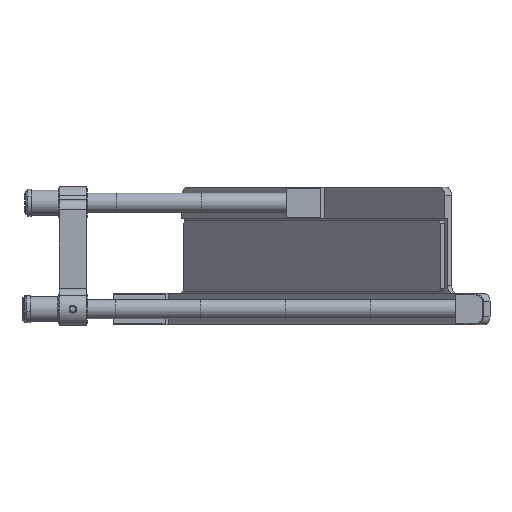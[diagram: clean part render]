
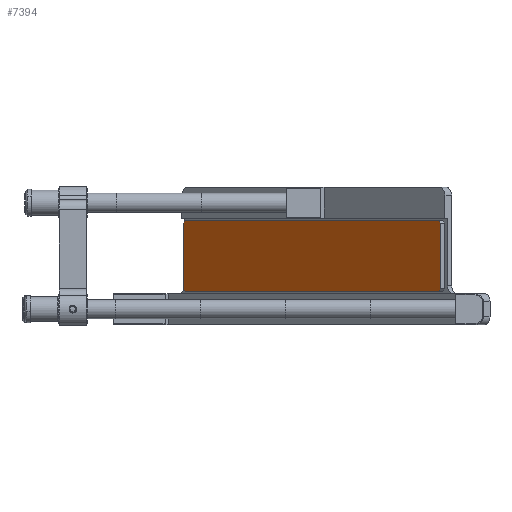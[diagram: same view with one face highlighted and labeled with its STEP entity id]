
A CAD part, left-side view. The second image highlights one B-rep face of the part: STEP entity #7394.
In plain terms, the highlighted planar face has unit normal (-0.707, 0.707, 0).
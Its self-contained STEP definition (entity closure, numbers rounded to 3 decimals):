
#76 = CARTESIAN_POINT ( 'NONE',  ( -67.995, -190.253, -16.25 ) ) ;
#124 = CARTESIAN_POINT ( 'NONE',  ( -66.935, -189.192, 19.25 ) ) ;
#134 = DIRECTION ( 'NONE',  ( -0.707, 0.707, 0. ) ) ;
#210 = VECTOR ( 'NONE', #5517, 1000. ) ;
#236 = VECTOR ( 'NONE', #1248, 1000. ) ;
#309 = CARTESIAN_POINT ( 'NONE',  ( -67.995, -190.253, 17.75 ) ) ;
#321 = EDGE_CURVE ( 'NONE', #1288, #1926, #6336, .T. ) ;
#425 = CARTESIAN_POINT ( 'NONE',  ( 64.106, -58.151, -17.75 ) ) ;
#450 = EDGE_CURVE ( 'NONE', #545, #1288, #5258, .T. ) ;
#545 = VERTEX_POINT ( 'NONE', #6022 ) ;
#743 = CARTESIAN_POINT ( 'NONE',  ( -66.935, -189.192, -17.75 ) ) ;
#846 = EDGE_CURVE ( 'NONE', #6195, #6422, #1961, .T. ) ;
#899 = EDGE_CURVE ( 'NONE', #6422, #2287, #6979, .T. ) ;
#1244 = CARTESIAN_POINT ( 'NONE',  ( -66.935, -189.192, 19.25 ) ) ;
#1248 = DIRECTION ( 'NONE',  ( 0., 0., 1. ) ) ;
#1272 = EDGE_CURVE ( 'NONE', #2287, #8622, #7564, .T. ) ;
#1288 = VERTEX_POINT ( 'NONE', #5479 ) ;
#1535 = CARTESIAN_POINT ( 'NONE',  ( 241.075, 118.818, 1.5 ) ) ;
#1746 = DIRECTION ( 'NONE',  ( -0.5, -0.5, -0.707 ) ) ;
#1926 = VERTEX_POINT ( 'NONE', #1244 ) ;
#1961 = LINE ( 'NONE', #4723, #4263 ) ;
#2000 = ORIENTED_EDGE ( 'NONE', *, *, #321, .F. ) ;
#2145 = VECTOR ( 'NONE', #1746, 1000. ) ;
#2287 = VERTEX_POINT ( 'NONE', #5492 ) ;
#2392 = ORIENTED_EDGE ( 'NONE', *, *, #6118, .F. ) ;
#2574 = VECTOR ( 'NONE', #4709, 1000. ) ;
#2653 = CARTESIAN_POINT ( 'NONE',  ( 65.167, -57.09, 17.75 ) ) ;
#2896 = DIRECTION ( 'NONE',  ( -0.707, -0.707, 0. ) ) ;
#3447 = EDGE_CURVE ( 'NONE', #5778, #545, #5337, .T. ) ;
#3566 = DIRECTION ( 'NONE',  ( -0.707, -0.707, 0. ) ) ;
#3691 = AXIS2_PLACEMENT_3D ( 'NONE', #1535, #134, #3566 ) ;
#3753 = LINE ( 'NONE', #7258, #2145 ) ;
#3981 = ORIENTED_EDGE ( 'NONE', *, *, #1272, .F. ) ;
#4263 = VECTOR ( 'NONE', #6105, 1000. ) ;
#4286 = EDGE_CURVE ( 'NONE', #8622, #5778, #6765, .T. ) ;
#4709 = DIRECTION ( 'NONE',  ( 0.5, 0.5, 0.707 ) ) ;
#4723 = CARTESIAN_POINT ( 'NONE',  ( -67.995, -190.253, 17.75 ) ) ;
#4913 = ORIENTED_EDGE ( 'NONE', *, *, #3447, .F. ) ;
#5255 = CARTESIAN_POINT ( 'NONE',  ( 64.106, -58.151, -17.75 ) ) ;
#5258 = LINE ( 'NONE', #5298, #8158 ) ;
#5298 = CARTESIAN_POINT ( 'NONE',  ( 64.106, -58.151, 19.25 ) ) ;
#5337 = LINE ( 'NONE', #2653, #236 ) ;
#5358 = ORIENTED_EDGE ( 'NONE', *, *, #450, .F. ) ;
#5418 = VECTOR ( 'NONE', #6292, 1000. ) ;
#5479 = CARTESIAN_POINT ( 'NONE',  ( 64.106, -58.151, 19.25 ) ) ;
#5492 = CARTESIAN_POINT ( 'NONE',  ( -66.935, -189.192, -17.75 ) ) ;
#5517 = DIRECTION ( 'NONE',  ( 0.707, 0.707, 0. ) ) ;
#5567 = PLANE ( 'NONE',  #3691 ) ;
#5778 = VERTEX_POINT ( 'NONE', #7936 ) ;
#5874 = ORIENTED_EDGE ( 'NONE', *, *, #846, .F. ) ;
#6022 = CARTESIAN_POINT ( 'NONE',  ( 65.167, -57.09, 17.75 ) ) ;
#6105 = DIRECTION ( 'NONE',  ( 0., 0., -1. ) ) ;
#6118 = EDGE_CURVE ( 'NONE', #1926, #6195, #3753, .T. ) ;
#6195 = VERTEX_POINT ( 'NONE', #309 ) ;
#6292 = DIRECTION ( 'NONE',  ( 0.5, 0.5, -0.707 ) ) ;
#6336 = LINE ( 'NONE', #124, #8874 ) ;
#6422 = VERTEX_POINT ( 'NONE', #6961 ) ;
#6520 = EDGE_LOOP ( 'NONE', ( #2000, #5358, #4913, #6876, #3981, #7200, #5874, #2392 ) ) ;
#6765 = LINE ( 'NONE', #425, #2574 ) ;
#6876 = ORIENTED_EDGE ( 'NONE', *, *, #4286, .F. ) ;
#6961 = CARTESIAN_POINT ( 'NONE',  ( -67.995, -190.253, -16.25 ) ) ;
#6979 = LINE ( 'NONE', #76, #5418 ) ;
#7200 = ORIENTED_EDGE ( 'NONE', *, *, #899, .F. ) ;
#7258 = CARTESIAN_POINT ( 'NONE',  ( -67.995, -190.253, 17.75 ) ) ;
#7392 = DIRECTION ( 'NONE',  ( -0.5, -0.5, 0.707 ) ) ;
#7394 = ADVANCED_FACE ( 'NONE', ( #8428 ), #5567, .T. ) ;
#7564 = LINE ( 'NONE', #743, #210 ) ;
#7936 = CARTESIAN_POINT ( 'NONE',  ( 65.167, -57.09, -16.25 ) ) ;
#8158 = VECTOR ( 'NONE', #7392, 1000. ) ;
#8428 = FACE_OUTER_BOUND ( 'NONE', #6520, .T. ) ;
#8622 = VERTEX_POINT ( 'NONE', #5255 ) ;
#8874 = VECTOR ( 'NONE', #2896, 1000. ) ;
